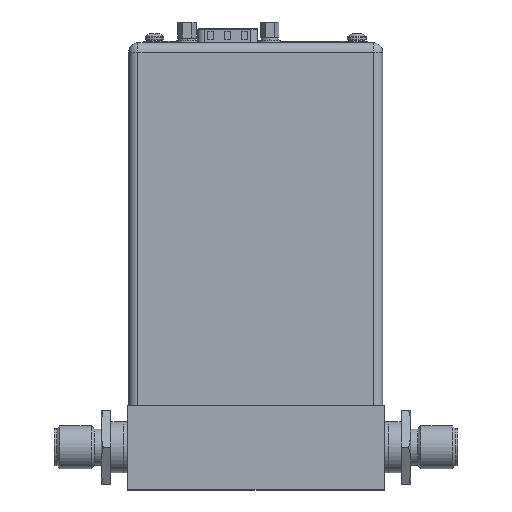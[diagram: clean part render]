
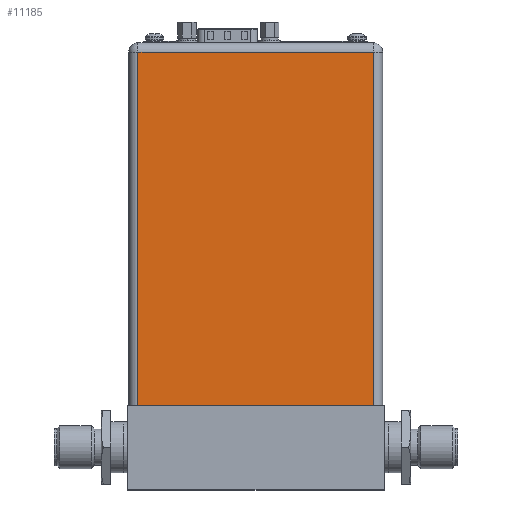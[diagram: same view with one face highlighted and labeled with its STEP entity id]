
A CAD part, top view. The second image highlights one B-rep face of the part: STEP entity #11185.
In plain terms, the highlighted planar face has unit normal (0, 0, 1).
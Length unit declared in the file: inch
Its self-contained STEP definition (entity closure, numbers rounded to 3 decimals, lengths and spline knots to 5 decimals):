
#9137=DIRECTION('',(1.,0.,0.));
#9138=VECTOR('',#9137,2.755);
#9139=CARTESIAN_POINT('',(-1.3775,0.,1.425));
#9140=LINE('',#9139,#9138);
#9785=DIRECTION('',(0.,-1.,0.));
#9786=VECTOR('',#9785,4.14);
#9787=CARTESIAN_POINT('',(1.3775,4.14,1.425));
#9788=LINE('',#9787,#9786);
#9792=DIRECTION('',(0.,-1.,0.));
#9793=VECTOR('',#9792,4.14);
#9794=CARTESIAN_POINT('',(-1.3775,4.14,1.425));
#9795=LINE('',#9794,#9793);
#9799=DIRECTION('',(1.,0.,0.));
#9800=VECTOR('',#9799,2.755);
#9801=CARTESIAN_POINT('',(-1.3775,4.14,1.425));
#9802=LINE('',#9801,#9800);
#10605=CARTESIAN_POINT('',(1.3775,0.,1.425));
#10607=VERTEX_POINT('',#10605);
#10608=CARTESIAN_POINT('',(1.3775,4.14,1.425));
#10609=VERTEX_POINT('',#10608);
#10630=CARTESIAN_POINT('',(-1.3775,0.,1.425));
#10632=VERTEX_POINT('',#10630);
#10634=CARTESIAN_POINT('',(-1.3775,4.14,1.425));
#10635=VERTEX_POINT('',#10634);
#11172=CARTESIAN_POINT('',(-1.4875,0.,1.425));
#11173=DIRECTION('',(0.,0.,1.));
#11174=DIRECTION('',(1.,0.,0.));
#11175=AXIS2_PLACEMENT_3D('',#11172,#11173,#11174);
#11176=PLANE('',#11175);
#11177=ORIENTED_EDGE('',*,*,#11164,.T.);
#11178=ORIENTED_EDGE('',*,*,#10695,.F.);
#11180=ORIENTED_EDGE('',*,*,#11179,.F.);
#11182=ORIENTED_EDGE('',*,*,#11181,.T.);
#11183=EDGE_LOOP('',(#11177,#11178,#11180,#11182));
#11184=FACE_OUTER_BOUND('',#11183,.F.);
#11185=ADVANCED_FACE('',(#11184),#11176,.T.);
#10695=EDGE_CURVE('',#10632,#10607,#9140,.T.);
#11164=EDGE_CURVE('',#10609,#10607,#9788,.T.);
#11179=EDGE_CURVE('',#10635,#10632,#9795,.T.);
#11181=EDGE_CURVE('',#10635,#10609,#9802,.T.);
